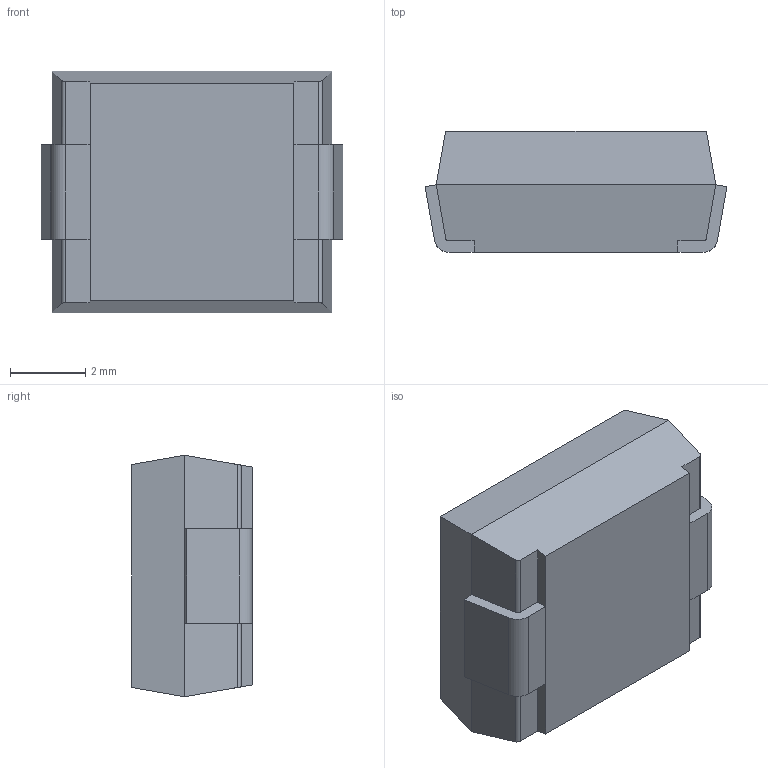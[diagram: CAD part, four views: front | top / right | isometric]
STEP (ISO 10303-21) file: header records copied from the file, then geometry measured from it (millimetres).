
FILE_DESCRIPTION (( 'STEP AP214' ), '1' );
FILE_NAME ('ERZVF1M101.STEP', '2023-12-21T01:14:39', ( '' ), ( '' ), 'SwSTEP 2.0', 'SolidWorks 2021', '' );
FILE_SCHEMA (( 'AUTOMOTIVE_DESIGN' ));
Length unit declared in the file: millimetre
Products named in the file (1): ERZVF1M101
Bounding box: 8 x 3.2 x 6.4 mm (x, y, z)
Volume: 140.6 mm3; surface area: 195.7 mm2
Topology: 3 solids, 3 shells, 36 faces, 86 edges, 56 vertices
Faces by surface type: plane 30, cylinder 6
Entity records: 1078 total; most frequent: CARTESIAN_POINT 191, ORIENTED_EDGE 172, DIRECTION 164, EDGE_CURVE 86, LINE 74, VECTOR 74, VERTEX_POINT 56, AXIS2_PLACEMENT_3D 45
